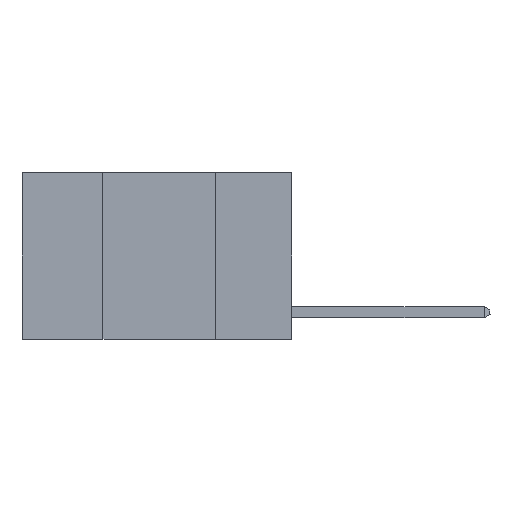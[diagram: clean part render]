
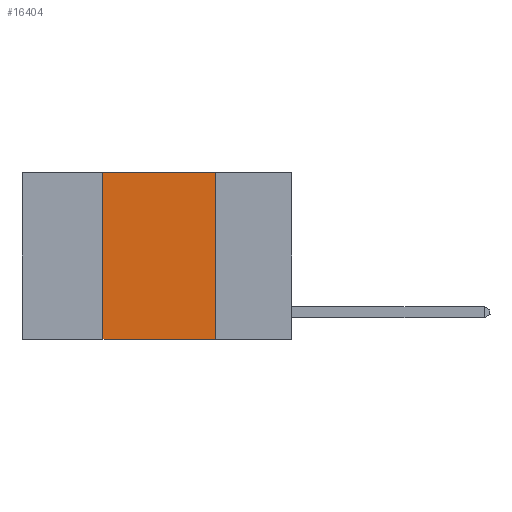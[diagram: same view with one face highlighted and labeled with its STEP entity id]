
A CAD part, left-side view. The second image highlights one B-rep face of the part: STEP entity #16404.
In plain terms, the highlighted planar face has unit normal (-1, 0, 0).
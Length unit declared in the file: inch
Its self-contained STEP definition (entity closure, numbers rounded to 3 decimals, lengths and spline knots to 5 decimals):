
#174 = CARTESIAN_POINT ( 'NONE',  ( 0., 0.42, 0. ) ) ;
#380 = EDGE_CURVE ( 'NONE', #4178, #7517, #16272, .T. ) ;
#736 = CARTESIAN_POINT ( 'NONE',  ( 0., 0.17, 0. ) ) ;
#833 = EDGE_CURVE ( 'NONE', #4178, #11105, #6501, .T. ) ;
#1347 = PLANE ( 'NONE',  #7734 ) ;
#2601 = CARTESIAN_POINT ( 'NONE',  ( 0., 0.6, 0. ) ) ;
#2841 = DIRECTION ( 'NONE',  ( 0., 0., 1. ) ) ;
#4178 = VERTEX_POINT ( 'NONE', #15926 ) ;
#4581 = ORIENTED_EDGE ( 'NONE', *, *, #833, .F. ) ;
#4841 = EDGE_LOOP ( 'NONE', ( #8183, #12425, #4581, #5514 ) ) ;
#4979 = VECTOR ( 'NONE', #13504, 39.37008 ) ;
#5514 = ORIENTED_EDGE ( 'NONE', *, *, #380, .T. ) ;
#6058 = LINE ( 'NONE', #736, #4979 ) ;
#6429 = EDGE_CURVE ( 'NONE', #11105, #13076, #14759, .T. ) ;
#6501 = LINE ( 'NONE', #174, #13772 ) ;
#7517 = VERTEX_POINT ( 'NONE', #11975 ) ;
#7691 = DIRECTION ( 'NONE',  ( 0., 0., -1. ) ) ;
#7734 = AXIS2_PLACEMENT_3D ( 'NONE', #2601, #9004, #7691 ) ;
#8183 = ORIENTED_EDGE ( 'NONE', *, *, #11412, .F. ) ;
#8303 = CARTESIAN_POINT ( 'NONE',  ( 0., 0.17, 0. ) ) ;
#8615 = CARTESIAN_POINT ( 'NONE',  ( 0., 0.6, 0. ) ) ;
#8920 = FACE_OUTER_BOUND ( 'NONE', #4841, .T. ) ;
#9004 = DIRECTION ( 'NONE',  ( 1., 0., 0. ) ) ;
#9927 = VECTOR ( 'NONE', #13970, 39.37008 ) ;
#9973 = CARTESIAN_POINT ( 'NONE',  ( 0., 0.6, -0.37 ) ) ;
#11105 = VERTEX_POINT ( 'NONE', #15294 ) ;
#11312 = VECTOR ( 'NONE', #11456, 39.37008 ) ;
#11412 = EDGE_CURVE ( 'NONE', #13076, #7517, #6058, .T. ) ;
#11456 = DIRECTION ( 'NONE',  ( 0., -1., 0. ) ) ;
#11975 = CARTESIAN_POINT ( 'NONE',  ( 0., 0.17, -0.37 ) ) ;
#12425 = ORIENTED_EDGE ( 'NONE', *, *, #6429, .F. ) ;
#13076 = VERTEX_POINT ( 'NONE', #8303 ) ;
#13504 = DIRECTION ( 'NONE',  ( 0., 0., -1. ) ) ;
#13772 = VECTOR ( 'NONE', #2841, 39.37008 ) ;
#13970 = DIRECTION ( 'NONE',  ( 0., -1., 0. ) ) ;
#14759 = LINE ( 'NONE', #8615, #9927 ) ;
#15294 = CARTESIAN_POINT ( 'NONE',  ( 0., 0.42, 0. ) ) ;
#15926 = CARTESIAN_POINT ( 'NONE',  ( 0., 0.42, -0.37 ) ) ;
#16272 = LINE ( 'NONE', #9973, #11312 ) ;
#16404 = ADVANCED_FACE ( 'NONE', ( #8920 ), #1347, .F. ) ;
